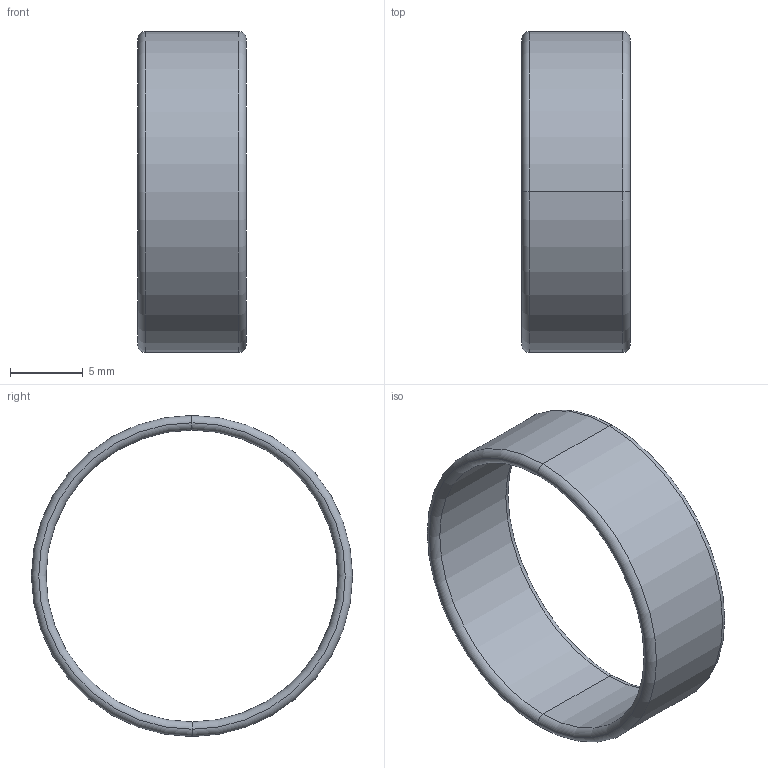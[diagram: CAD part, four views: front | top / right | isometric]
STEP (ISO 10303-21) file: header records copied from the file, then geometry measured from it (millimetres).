
FILE_DESCRIPTION (( 'STEP AP214' ), '1' );
FILE_NAME ('Bague moulinet.STEP', '2021-03-29T12:31:01', ( '' ), ( '' ), 'SwSTEP 2.0', 'SolidWorks 2020', '' );
FILE_SCHEMA (( 'AUTOMOTIVE_DESIGN' ));
Length unit declared in the file: millimetre
Products named in the file (1): Bague moulinet
Bounding box: 7.4 x 22 x 22 mm (x, y, z)
Volume: 474 mm3; surface area: 1051.7 mm2
Topology: 1 solids, 1 shells, 12 faces, 24 edges, 12 vertices
Faces by surface type: torus 8, cylinder 4
Entity records: 350 total; most frequent: DIRECTION 70, CARTESIAN_POINT 49, ORIENTED_EDGE 48, AXIS2_PLACEMENT_3D 33, EDGE_CURVE 24, CIRCLE 20, VERTEX_POINT 12, EDGE_LOOP 12
